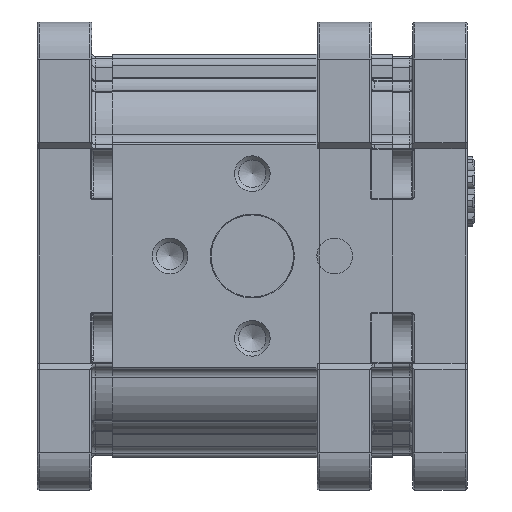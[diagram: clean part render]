
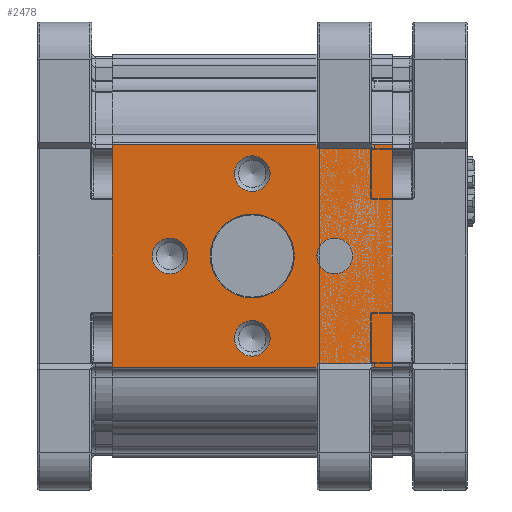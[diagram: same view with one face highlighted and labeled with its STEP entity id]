
A CAD part, left-side view. The second image highlights one B-rep face of the part: STEP entity #2478.
In plain terms, the highlighted planar face has unit normal (-1, 0, 0).
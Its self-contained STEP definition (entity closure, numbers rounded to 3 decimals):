
#2478 = ADVANCED_FACE( '', ( #5781, #5782, #5783, #5784, #5785, #5786 ), #5787, .T. );
#5781 = FACE_BOUND( '', #10670, .T. );
#5782 = FACE_BOUND( '', #10671, .T. );
#5783 = FACE_BOUND( '', #10672, .T. );
#5784 = FACE_BOUND( '', #10673, .T. );
#5785 = FACE_BOUND( '', #10674, .T. );
#5786 = FACE_OUTER_BOUND( '', #10675, .T. );
#5787 = PLANE( '', #10676 );
#10670 = EDGE_LOOP( '', ( #19068 ) );
#10671 = EDGE_LOOP( '', ( #19069 ) );
#10672 = EDGE_LOOP( '', ( #19070 ) );
#10673 = EDGE_LOOP( '', ( #19071 ) );
#10674 = EDGE_LOOP( '', ( #19072 ) );
#10675 = EDGE_LOOP( '', ( #19073, #19074, #19075, #19076 ) );
#10676 = AXIS2_PLACEMENT_3D( '', #19077, #19078, #19079 );
#19068 = ORIENTED_EDGE( '', *, *, #28340, .T. );
#19069 = ORIENTED_EDGE( '', *, *, #28341, .T. );
#19070 = ORIENTED_EDGE( '', *, *, #28342, .T. );
#19071 = ORIENTED_EDGE( '', *, *, #28343, .T. );
#19072 = ORIENTED_EDGE( '', *, *, #28344, .T. );
#19073 = ORIENTED_EDGE( '', *, *, #28345, .F. );
#19074 = ORIENTED_EDGE( '', *, *, #27822, .F. );
#19075 = ORIENTED_EDGE( '', *, *, #28346, .T. );
#19076 = ORIENTED_EDGE( '', *, *, #28347, .T. );
#19077 = CARTESIAN_POINT( '', ( -43., 68., 27.048 ) );
#19078 = DIRECTION( '', ( -1., 0., 0. ) );
#19079 = DIRECTION( '', ( 0., 0., 1. ) );
#27822 = EDGE_CURVE( '', #33751, #33749, #33753, .T. );
#28340 = EDGE_CURVE( '', #34485, #34485, #34486, .F. );
#28341 = EDGE_CURVE( '', #34487, #34487, #34488, .F. );
#28342 = EDGE_CURVE( '', #34489, #34489, #34490, .F. );
#28343 = EDGE_CURVE( '', #34491, #34491, #34492, .F. );
#28344 = EDGE_CURVE( '', #34493, #34493, #34494, .F. );
#28345 = EDGE_CURVE( '', #33749, #34495, #34496, .T. );
#28346 = EDGE_CURVE( '', #33751, #34497, #34498, .T. );
#28347 = EDGE_CURVE( '', #34497, #34495, #34499, .T. );
#33749 = VERTEX_POINT( '', #43665 );
#33751 = VERTEX_POINT( '', #43667 );
#33753 = LINE( '', #43669, #43670 );
#34485 = VERTEX_POINT( '', #45143 );
#34486 = CIRCLE( '', #45144, 4.324 );
#34487 = VERTEX_POINT( '', #45145 );
#34488 = CIRCLE( '', #45146, 4.324 );
#34489 = VERTEX_POINT( '', #45147 );
#34490 = CIRCLE( '', #45148, 4.324 );
#34491 = VERTEX_POINT( '', #45149 );
#34492 = CIRCLE( '', #45150, 4.324 );
#34493 = VERTEX_POINT( '', #45151 );
#34494 = CIRCLE( '', #45152, 10.2 );
#34495 = VERTEX_POINT( '', #45153 );
#34496 = LINE( '', #45154, #45155 );
#34497 = VERTEX_POINT( '', #45156 );
#34498 = LINE( '', #45157, #45158 );
#34499 = LINE( '', #45159, #45160 );
#43665 = CARTESIAN_POINT( '', ( -43., 0., 27.048 ) );
#43667 = CARTESIAN_POINT( '', ( -43., 68., 27.048 ) );
#43669 = CARTESIAN_POINT( '', ( -43., 68., 27.048 ) );
#43670 = VECTOR( '', #52273, 1000. );
#45143 = CARTESIAN_POINT( '', ( -43., 14., 4.324 ) );
#45144 = AXIS2_PLACEMENT_3D( '', #52895, #52896, #52897 );
#45145 = CARTESIAN_POINT( '', ( -43., 54., 4.324 ) );
#45146 = AXIS2_PLACEMENT_3D( '', #52898, #52899, #52900 );
#45147 = CARTESIAN_POINT( '', ( -43., 34., -15.677 ) );
#45148 = AXIS2_PLACEMENT_3D( '', #52901, #52902, #52903 );
#45149 = CARTESIAN_POINT( '', ( -43., 34., 24.324 ) );
#45150 = AXIS2_PLACEMENT_3D( '', #52904, #52905, #52906 );
#45151 = CARTESIAN_POINT( '', ( -43., 34., 10.2 ) );
#45152 = AXIS2_PLACEMENT_3D( '', #52907, #52908, #52909 );
#45153 = CARTESIAN_POINT( '', ( -43., 0., -27.048 ) );
#45154 = CARTESIAN_POINT( '', ( -43., 0., 27.048 ) );
#45155 = VECTOR( '', #52910, 1000. );
#45156 = CARTESIAN_POINT( '', ( -43., 68., -27.048 ) );
#45157 = CARTESIAN_POINT( '', ( -43., 68., 27.048 ) );
#45158 = VECTOR( '', #52911, 1000. );
#45159 = CARTESIAN_POINT( '', ( -43., 68., -27.048 ) );
#45160 = VECTOR( '', #52912, 1000. );
#52273 = DIRECTION( '', ( 0., -1., 0. ) );
#52895 = CARTESIAN_POINT( '', ( -43., 14., 0. ) );
#52896 = DIRECTION( '', ( -1., 0., 0. ) );
#52897 = DIRECTION( '', ( 0., 0., 1. ) );
#52898 = CARTESIAN_POINT( '', ( -43., 54., 0. ) );
#52899 = DIRECTION( '', ( -1., 0., 0. ) );
#52900 = DIRECTION( '', ( 0., 0., 1. ) );
#52901 = CARTESIAN_POINT( '', ( -43., 34., -20. ) );
#52902 = DIRECTION( '', ( -1., 0., 0. ) );
#52903 = DIRECTION( '', ( 0., 0., 1. ) );
#52904 = CARTESIAN_POINT( '', ( -43., 34., 20. ) );
#52905 = DIRECTION( '', ( -1., 0., 0. ) );
#52906 = DIRECTION( '', ( 0., 0., 1. ) );
#52907 = CARTESIAN_POINT( '', ( -43., 34., 0. ) );
#52908 = DIRECTION( '', ( -1., 0., 0. ) );
#52909 = DIRECTION( '', ( 0., 0., 1. ) );
#52910 = DIRECTION( '', ( 0., 0., -1. ) );
#52911 = DIRECTION( '', ( 0., 0., -1. ) );
#52912 = DIRECTION( '', ( 0., -1., 0. ) );
